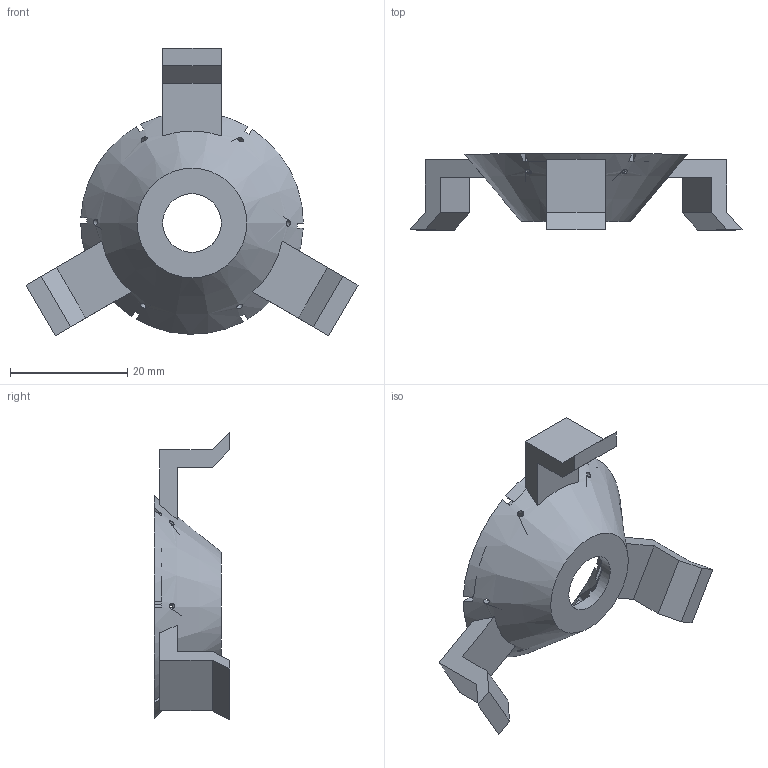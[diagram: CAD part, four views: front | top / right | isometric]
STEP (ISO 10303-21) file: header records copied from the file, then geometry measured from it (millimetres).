
FILE_DESCRIPTION(/* description */ (''),/* implementation_level */ '2;1');
FILE_NAME(/* name */ 'SORCERER_v1_DSAM.step',/* time_stamp */ '2022-03-24T21:21:40-04:00',/* author */ (''),/* organization */ (''),/* preprocessor_version */ 'ST-DEVELOPER v18.1',/* originating_system */ 'Autodesk Translation Framework v10.13.0.1454',/* authorisation */ '');
FILE_SCHEMA (('AUTOMOTIVE_DESIGN { 1 0 10303 214 3 1 1 }'));
Length unit declared in the file: millimetre
Products named in the file (2): SORCERER_v1_DSAM; SORCERER_v1_basic_structure
Assembly tree (1 placements, depth 2):
  SORCERER_v1_DSAM
    SORCERER_v1_basic_structure
Bounding box: 56.67 x 12.93 x 49.08 mm (x, y, z)
Volume: 4733.5 mm3; surface area: 5232.2 mm2
Topology: 4 solids, 4 shells, 214 faces, 641 edges, 427 vertices
Faces by surface type: plane 166, cylinder 43, cone 5
Full cylindrical faces by diameter (mm): 1 x2, 10 x1
Entity records: 7544 total; most frequent: CARTESIAN_POINT 1735, ORIENTED_EDGE 1282, DIRECTION 1152, EDGE_CURVE 641, VERTEX_POINT 427, LINE 426, VECTOR 426, AXIS2_PLACEMENT_3D 363
